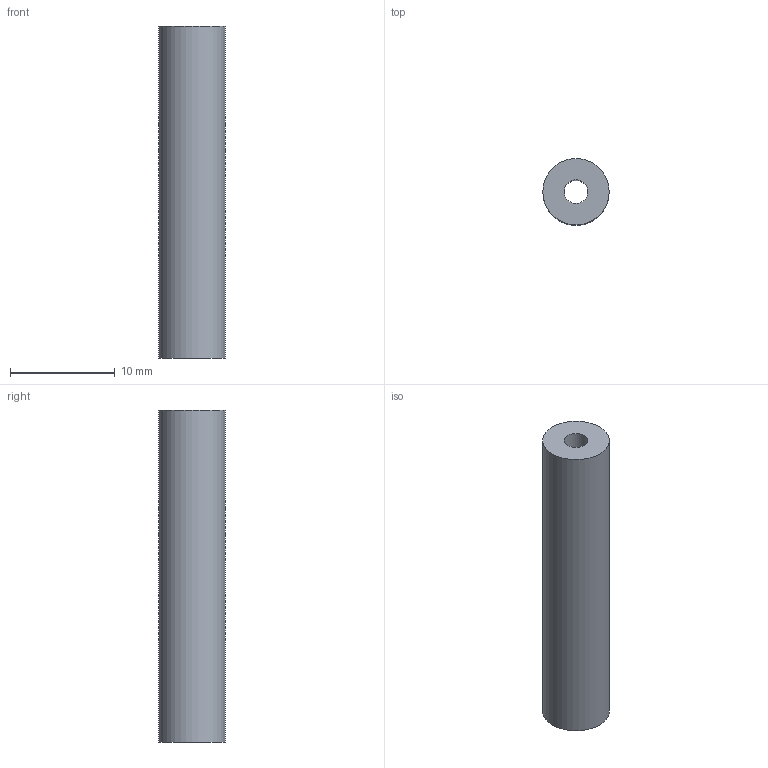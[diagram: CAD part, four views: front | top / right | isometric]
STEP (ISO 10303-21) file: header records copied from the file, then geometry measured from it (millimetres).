
FILE_DESCRIPTION(('FreeCAD Model'),'2;1');
FILE_NAME('standoff.step' ,'2013-03-07T12:46:37',('FreeCAD'),('FreeCAD'), 'Open CASCADE STEP processor 6.3','FreeCAD','Unknown');
FILE_SCHEMA(('AUTOMOTIVE_DESIGN_CC2 { 1 2 10303 214 -1 1 5 4 }'));
Length unit declared in the file: millimetre
Products named in the file (1): Open CASCADE STEP translator 6.3 2
Bounding box: 6.35 x 6.35 x 31.75 mm (x, y, z)
Volume: 878.1 mm3; surface area: 914.1 mm2
Topology: 1 solids, 1 shells, 4 faces, 6 edges, 4 vertices
Faces by surface type: cylinder 2, plane 2
Full cylindrical faces by diameter (mm): 2.26 x1, 6.35 x1
Entity records: 198 total; most frequent: CARTESIAN_POINT 51, DIRECTION 28, ORIENTED_EDGE 12, PCURVE 12, DEFINITIONAL_REPRESENTATION 12, LINE 10, VECTOR 10, AXIS2_PLACEMENT_3D 9
